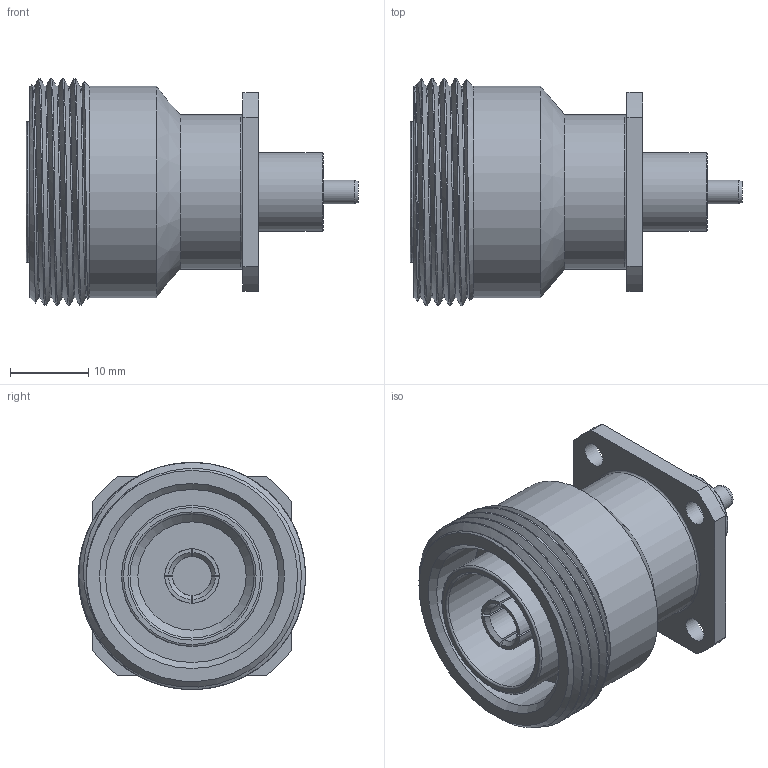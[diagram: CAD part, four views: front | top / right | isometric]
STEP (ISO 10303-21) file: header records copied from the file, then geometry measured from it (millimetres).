
FILE_DESCRIPTION (( 'STEP AP203' ), '1' );
FILE_NAME ('PE45000_3D.step', '2021-03-12T16:44:57', ( '' ), ( '' ), 'SwSTEP 2.0', 'SolidWorks 2020', '' );
FILE_SCHEMA (( 'CONFIG_CONTROL_DESIGN' ));
Length unit declared in the file: inch
Products named in the file (1): PE45000_3D
Bounding box: 42.4 x 28.99 x 28.99 mm (x, y, z)
Volume: 11902.1 mm3; surface area: 6794.9 mm2
Topology: 1 solids, 1 shells, 65 faces, 164 edges, 108 vertices
Faces by surface type: plane 29, cylinder 18, cone 12, bspline 3, torus 3
Full cylindrical faces by diameter (mm): 3.05 x1, 3.2 x4, 4.96 x1, 6.94 x1, 10 x1, 15.85 x1, 18 x1, 19.669 x1, 22.1 x1, 27 x1
Entity records: 2940 total; most frequent: CARTESIAN_POINT 1456, DIRECTION 296, ORIENTED_EDGE 256, EDGE_CURVE 128, AXIS2_PLACEMENT_3D 124, EDGE_LOOP 102, VERTEX_POINT 96, FACE_OUTER_BOUND 80
